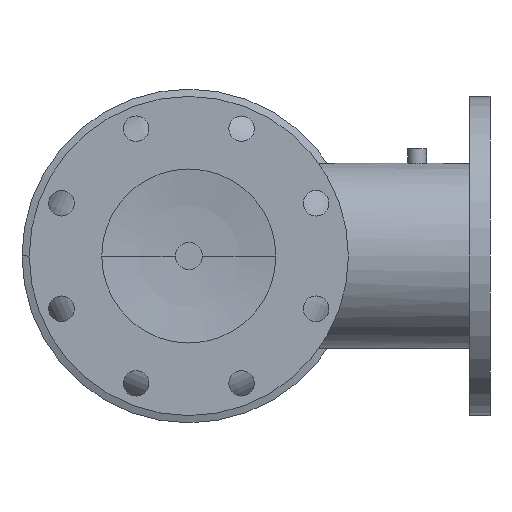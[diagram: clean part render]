
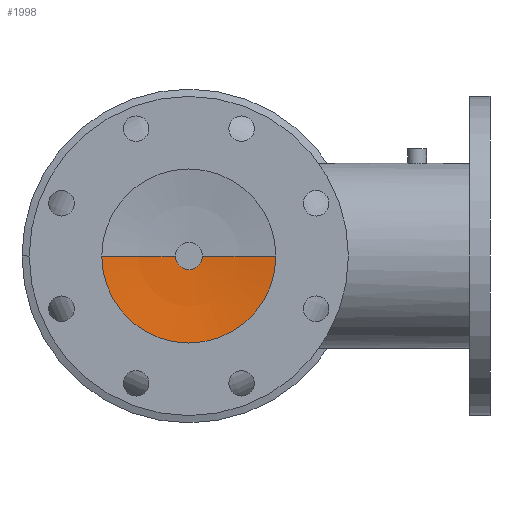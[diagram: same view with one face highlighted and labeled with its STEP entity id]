
A CAD part, front view. The second image highlights one B-rep face of the part: STEP entity #1998.
In plain terms, the highlighted toroidal (fillet/blend) face has major radius 0.201 mm and minor radius 503 mm.
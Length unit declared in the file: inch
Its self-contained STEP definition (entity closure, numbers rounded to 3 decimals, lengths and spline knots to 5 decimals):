
#36 = DIRECTION ( 'NONE',  ( 0., -1., 0. ) ) ;
#343 = VERTEX_POINT ( 'NONE', #3249 ) ;
#399 = DIRECTION ( 'NONE',  ( 1., 0., 0. ) ) ;
#545 = AXIS2_PLACEMENT_3D ( 'NONE', #5064, #5545, #2674 ) ;
#796 = AXIS2_PLACEMENT_3D ( 'NONE', #2471, #5819, #2908 ) ;
#1101 = TOROIDAL_SURFACE ( 'NONE', #1472, 0.0079, 19.80315 ) ;
#1108 = CARTESIAN_POINT ( 'NONE',  ( 0.46815, 32.71918, 0. ) ) ;
#1126 = CARTESIAN_POINT ( 'NONE',  ( 4.23247, 32.26867, 0. ) ) ;
#1162 = EDGE_CURVE ( 'NONE', #5319, #1830, #5510, .T. ) ;
#1319 = DIRECTION ( 'NONE',  ( 0., 0., 1. ) ) ;
#1369 = AXIS2_PLACEMENT_3D ( 'NONE', #5855, #3455, #2052 ) ;
#1472 = AXIS2_PLACEMENT_3D ( 'NONE', #5723, #36, #2397 ) ;
#1567 = ORIENTED_EDGE ( 'NONE', *, *, #5976, .F. ) ;
#1752 = FACE_OUTER_BOUND ( 'NONE', #5905, .T. ) ;
#1830 = VERTEX_POINT ( 'NONE', #1126 ) ;
#1998 = ADVANCED_FACE ( 'NONE', ( #1752 ), #1101, .F. ) ;
#2008 = CIRCLE ( 'NONE', #545, 4.23247 ) ;
#2052 = DIRECTION ( 'NONE',  ( -1., 0., 0. ) ) ;
#2397 = DIRECTION ( 'NONE',  ( 1., 0., 0. ) ) ;
#2471 = CARTESIAN_POINT ( 'NONE',  ( 0., 32.71918, 0. ) ) ;
#2674 = DIRECTION ( 'NONE',  ( 1., 0., 0. ) ) ;
#2812 = CIRCLE ( 'NONE', #4105, 19.80315 ) ;
#2893 = EDGE_CURVE ( 'NONE', #3797, #343, #2812, .T. ) ;
#2908 = DIRECTION ( 'NONE',  ( 1., 0., 0. ) ) ;
#2915 = ORIENTED_EDGE ( 'NONE', *, *, #3937, .T. ) ;
#3025 = CARTESIAN_POINT ( 'NONE',  ( -0.46815, 32.71918, 0. ) ) ;
#3249 = CARTESIAN_POINT ( 'NONE',  ( -4.23247, 32.26867, 0. ) ) ;
#3455 = DIRECTION ( 'NONE',  ( 0., 0., -1. ) ) ;
#3587 = CIRCLE ( 'NONE', #796, 0.46815 ) ;
#3797 = VERTEX_POINT ( 'NONE', #3025 ) ;
#3937 = EDGE_CURVE ( 'NONE', #343, #1830, #2008, .T. ) ;
#4105 = AXIS2_PLACEMENT_3D ( 'NONE', #5582, #1319, #399 ) ;
#4163 = ORIENTED_EDGE ( 'NONE', *, *, #2893, .T. ) ;
#5064 = CARTESIAN_POINT ( 'NONE',  ( 0., 32.26867, 0. ) ) ;
#5319 = VERTEX_POINT ( 'NONE', #1108 ) ;
#5411 = ORIENTED_EDGE ( 'NONE', *, *, #1162, .F. ) ;
#5510 = CIRCLE ( 'NONE', #1369, 19.80315 ) ;
#5545 = DIRECTION ( 'NONE',  ( 0., -1., 0. ) ) ;
#5582 = CARTESIAN_POINT ( 'NONE',  ( -0.0079, 12.92138, 0. ) ) ;
#5723 = CARTESIAN_POINT ( 'NONE',  ( 0., 12.92138, 0. ) ) ;
#5819 = DIRECTION ( 'NONE',  ( 0., -1., 0. ) ) ;
#5855 = CARTESIAN_POINT ( 'NONE',  ( 0.0079, 12.92138, 0. ) ) ;
#5905 = EDGE_LOOP ( 'NONE', ( #1567, #4163, #2915, #5411 ) ) ;
#5976 = EDGE_CURVE ( 'NONE', #3797, #5319, #3587, .T. ) ;
